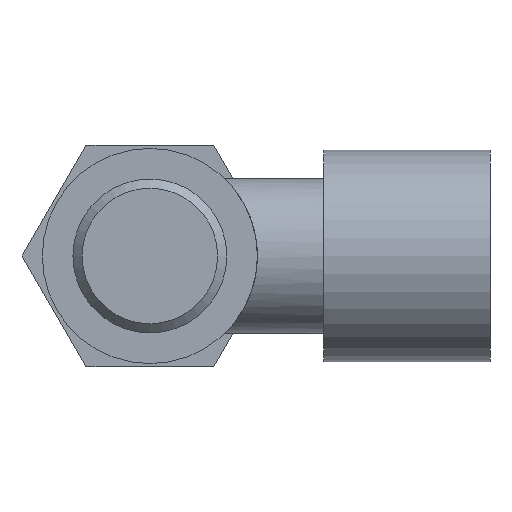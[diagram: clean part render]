
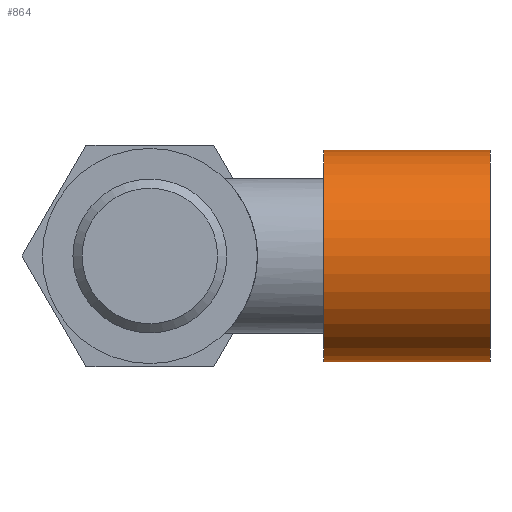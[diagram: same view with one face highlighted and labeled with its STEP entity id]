
A CAD part, front view. The second image highlights one B-rep face of the part: STEP entity #864.
In plain terms, the highlighted cylindrical face has radius 6.7 mm (diameter 13.4 mm), a full revolution.
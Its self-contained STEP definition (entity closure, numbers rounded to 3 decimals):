
#128=CYLINDRICAL_SURFACE('',#949,6.7);
#140=CIRCLE('',#907,6.7);
#172=CIRCLE('',#950,6.7);
#188=VERTEX_POINT('',#1011);
#240=VERTEX_POINT('',#1198);
#286=VECTOR('',#1422,1.);
#353=LINE('',#1197,#286);
#397=EDGE_CURVE('',#188,#188,#140,.F.);
#456=EDGE_CURVE('',#240,#188,#353,.T.);
#457=EDGE_CURVE('',#240,#240,#172,.F.);
#587=ORIENTED_EDGE('',*,*,#456,.T.);
#588=ORIENTED_EDGE('',*,*,#397,.F.);
#589=ORIENTED_EDGE('',*,*,#456,.F.);
#590=ORIENTED_EDGE('',*,*,#457,.T.);
#755=EDGE_LOOP('',(#587,#588,#589,#590));
#812=FACE_BOUND('',#755,.T.);
#864=ADVANCED_FACE('',(#812),#128,.T.);
#907=AXIS2_PLACEMENT_3D('',#1010,#1315,#1316);
#949=AXIS2_PLACEMENT_3D('',#1196,#1420,#1421);
#950=AXIS2_PLACEMENT_3D('',#1199,#1423,#1424);
#1010=CARTESIAN_POINT('',(21.5,19.,0.));
#1011=CARTESIAN_POINT('',(21.5,19.,-6.7));
#1196=CARTESIAN_POINT('',(21.5,19.,0.));
#1197=CARTESIAN_POINT('',(11.,19.,-6.7));
#1198=CARTESIAN_POINT('',(11.,19.,-6.7));
#1199=CARTESIAN_POINT('',(11.,19.,0.));
#1315=DIRECTION('',(-1.,0.,0.));
#1316=DIRECTION('',(0.,0.,-6.7));
#1420=DIRECTION('',(-1.,0.,0.));
#1421=DIRECTION('',(0.,0.,-6.7));
#1422=DIRECTION('',(1.,0.,0.));
#1423=DIRECTION('',(-1.,0.,0.));
#1424=DIRECTION('',(0.,0.,-6.7));
